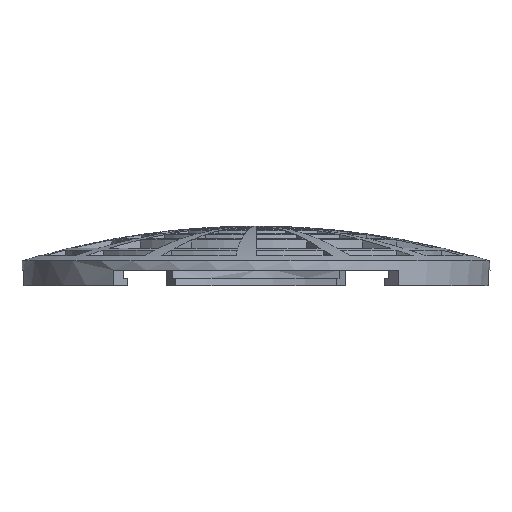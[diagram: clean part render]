
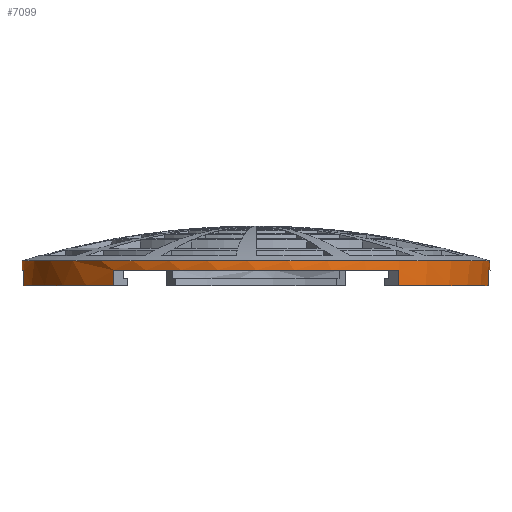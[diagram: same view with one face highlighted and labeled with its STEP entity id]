
A CAD part, left-side view. The second image highlights one B-rep face of the part: STEP entity #7099.
In plain terms, the highlighted cylindrical face has radius 47.625 mm (diameter 95.25 mm), a full revolution.
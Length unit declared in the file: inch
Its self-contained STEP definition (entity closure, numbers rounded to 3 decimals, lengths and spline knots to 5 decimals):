
#169=FACE_BOUND('',#1211,.T.);
#704=FACE_OUTER_BOUND('',#1210,.T.);
#1210=EDGE_LOOP('',(#6562));
#1211=EDGE_LOOP('',(#6563,#6564,#6565,#6566,#6567,#6568,#6569,#6570,#6571,
#6572,#6573,#6574));
#1559=LINE('',#12693,#1931);
#1565=LINE('',#12707,#1937);
#1569=LINE('',#12721,#1941);
#1575=LINE('',#12735,#1947);
#1579=LINE('',#12749,#1951);
#1585=LINE('',#12763,#1957);
#1931=VECTOR('',#10551,0.125);
#1937=VECTOR('',#10565,0.125);
#1941=VECTOR('',#10581,0.125);
#1947=VECTOR('',#10595,0.125);
#1951=VECTOR('',#10611,0.125);
#1957=VECTOR('',#10625,0.125);
#2630=CIRCLE('',#8106,1.875);
#2631=CIRCLE('',#8108,1.875);
#2636=CIRCLE('',#8114,1.875);
#2637=CIRCLE('',#8116,1.875);
#2649=CIRCLE('',#8134,1.875);
#2653=CIRCLE('',#8144,1.875);
#2657=CIRCLE('',#8153,1.875);
#3331=VERTEX_POINT('',#12645);
#3333=VERTEX_POINT('',#12649);
#3335=VERTEX_POINT('',#12654);
#3336=VERTEX_POINT('',#12656);
#3338=VERTEX_POINT('',#12663);
#3341=VERTEX_POINT('',#12669);
#3342=VERTEX_POINT('',#12673);
#3345=VERTEX_POINT('',#12690);
#3350=VERTEX_POINT('',#12704);
#3353=VERTEX_POINT('',#12718);
#3358=VERTEX_POINT('',#12732);
#3361=VERTEX_POINT('',#12746);
#3366=VERTEX_POINT('',#12760);
#4377=EDGE_CURVE('',#3331,#3333,#2630,.T.);
#4379=EDGE_CURVE('',#3336,#3335,#2631,.T.);
#4387=EDGE_CURVE('',#3338,#3341,#2636,.T.);
#4388=EDGE_CURVE('',#3342,#3342,#2637,.T.);
#4401=EDGE_CURVE('',#3345,#3333,#1559,.T.);
#4409=EDGE_CURVE('',#3350,#3336,#1565,.T.);
#4410=EDGE_CURVE('',#3350,#3345,#2649,.T.);
#4415=EDGE_CURVE('',#3353,#3341,#1569,.T.);
#4423=EDGE_CURVE('',#3358,#3331,#1575,.T.);
#4424=EDGE_CURVE('',#3358,#3353,#2653,.T.);
#4429=EDGE_CURVE('',#3361,#3335,#1579,.T.);
#4437=EDGE_CURVE('',#3366,#3338,#1585,.T.);
#4438=EDGE_CURVE('',#3366,#3361,#2657,.T.);
#6562=ORIENTED_EDGE('',*,*,#4388,.F.);
#6563=ORIENTED_EDGE('',*,*,#4438,.F.);
#6564=ORIENTED_EDGE('',*,*,#4437,.T.);
#6565=ORIENTED_EDGE('',*,*,#4387,.T.);
#6566=ORIENTED_EDGE('',*,*,#4415,.F.);
#6567=ORIENTED_EDGE('',*,*,#4424,.F.);
#6568=ORIENTED_EDGE('',*,*,#4423,.T.);
#6569=ORIENTED_EDGE('',*,*,#4377,.T.);
#6570=ORIENTED_EDGE('',*,*,#4401,.F.);
#6571=ORIENTED_EDGE('',*,*,#4410,.F.);
#6572=ORIENTED_EDGE('',*,*,#4409,.T.);
#6573=ORIENTED_EDGE('',*,*,#4379,.T.);
#6574=ORIENTED_EDGE('',*,*,#4429,.F.);
#6749=CYLINDRICAL_SURFACE('',#8152,1.875);
#7099=ADVANCED_FACE('',(#704,#169),#6749,.T.);
#8106=AXIS2_PLACEMENT_3D('',#12651,#10500,#10501);
#8108=AXIS2_PLACEMENT_3D('',#12657,#10505,#10506);
#8114=AXIS2_PLACEMENT_3D('',#12671,#10520,#10521);
#8116=AXIS2_PLACEMENT_3D('',#12674,#10524,#10525);
#8134=AXIS2_PLACEMENT_3D('',#12710,#10570,#10571);
#8144=AXIS2_PLACEMENT_3D('',#12738,#10600,#10601);
#8152=AXIS2_PLACEMENT_3D('',#12764,#10626,#10627);
#8153=AXIS2_PLACEMENT_3D('',#12765,#10628,#10629);
#10500=DIRECTION('center_axis',(0.,0.,
1.));
#10501=DIRECTION('ref_axis',(-0.793,-0.609,0.));
#10505=DIRECTION('center_axis',(0.,0.,
1.));
#10506=DIRECTION('ref_axis',(-0.793,-0.609,0.));
#10520=DIRECTION('center_axis',(0.,0.,
1.));
#10521=DIRECTION('ref_axis',(-0.793,-0.609,0.));
#10524=DIRECTION('center_axis',(0.,0.,
1.));
#10525=DIRECTION('ref_axis',(-0.793,-0.609,0.));
#10551=DIRECTION('',(0.,0.,1.));
#10565=DIRECTION('',(0.,0.,1.));
#10570=DIRECTION('center_axis',(0.,0.,
-1.));
#10571=DIRECTION('ref_axis',(0.131,-0.991,0.));
#10581=DIRECTION('',(0.,0.,1.));
#10595=DIRECTION('',(0.,0.,1.));
#10600=DIRECTION('center_axis',(0.,0.,
-1.));
#10601=DIRECTION('ref_axis',(-0.924,0.383,0.));
#10611=DIRECTION('',(0.,0.,1.));
#10625=DIRECTION('',(0.,0.,1.));
#10626=DIRECTION('center_axis',(0.,0.,1.));
#10627=DIRECTION('ref_axis',(0.793,0.609,0.));
#10628=DIRECTION('center_axis',(0.,0.,-1.));
#10629=DIRECTION('ref_axis',(0.793,0.609,0.));
#12645=CARTESIAN_POINT('',(3.59624,0.71753,0.125));
#12649=CARTESIAN_POINT('',(1.61923,1.85896,0.125));
#12651=CARTESIAN_POINT('Origin',(1.86397,0.,
0.125));
#12654=CARTESIAN_POINT('',(0.37643,-1.14143,0.125));
#12656=CARTESIAN_POINT('',(0.37643,1.14143,0.125));
#12657=CARTESIAN_POINT('Origin',(1.86397,0.,
0.125));
#12663=CARTESIAN_POINT('',(1.61923,-1.85896,0.125));
#12669=CARTESIAN_POINT('',(3.59624,-0.71753,0.125));
#12671=CARTESIAN_POINT('Origin',(1.86397,0.,
0.125));
#12673=CARTESIAN_POINT('',(0.37643,-1.14143,0.2));
#12674=CARTESIAN_POINT('Origin',(1.86397,0.,
0.2));
#12690=CARTESIAN_POINT('',(1.61923,1.85896,0.));
#12693=CARTESIAN_POINT('',(1.61923,1.85896,0.));
#12704=CARTESIAN_POINT('',(0.37643,1.14143,0.));
#12707=CARTESIAN_POINT('',(0.37643,1.14143,0.));
#12710=CARTESIAN_POINT('Origin',(1.86397,0.,
0.));
#12718=CARTESIAN_POINT('',(3.59624,-0.71753,0.));
#12721=CARTESIAN_POINT('',(3.59624,-0.71753,0.));
#12732=CARTESIAN_POINT('',(3.59624,0.71753,0.));
#12735=CARTESIAN_POINT('',(3.59624,0.71753,0.));
#12738=CARTESIAN_POINT('Origin',(1.86397,0.,
0.));
#12746=CARTESIAN_POINT('',(0.37643,-1.14143,0.));
#12749=CARTESIAN_POINT('',(0.37643,-1.14143,0.));
#12760=CARTESIAN_POINT('',(1.61923,-1.85896,0.));
#12763=CARTESIAN_POINT('',(1.61923,-1.85896,0.));
#12764=CARTESIAN_POINT('Origin',(1.86397,0.,
0.));
#12765=CARTESIAN_POINT('Origin',(1.86397,0.,
0.));
